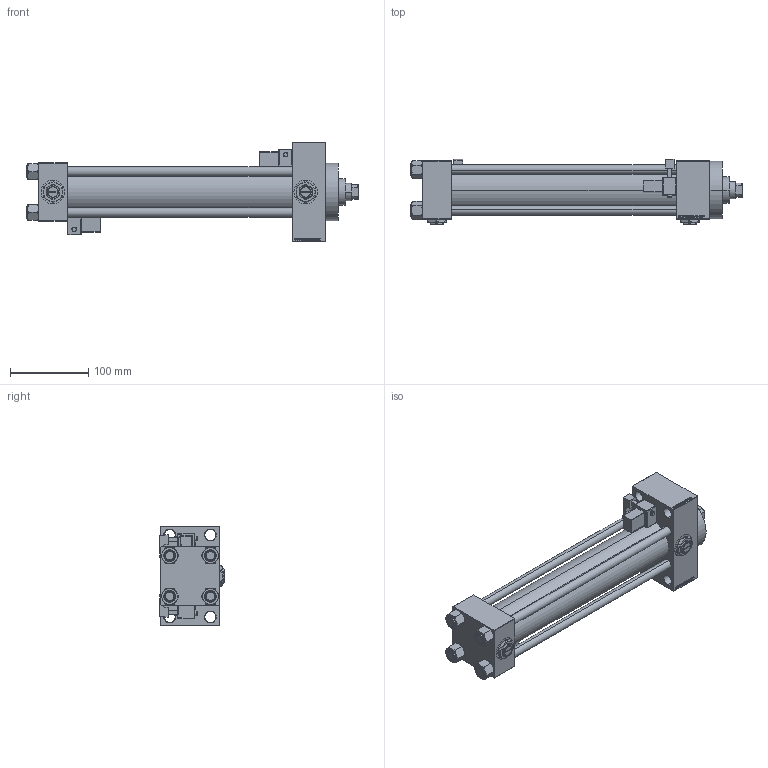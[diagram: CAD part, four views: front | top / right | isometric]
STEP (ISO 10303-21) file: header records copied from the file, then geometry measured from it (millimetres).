
FILE_DESCRIPTION (( 'STEP AP203' ), '1' );
FILE_NAME ('ea7e.STEP', '2025-09-04T07:31:11', ( '' ), ( '' ), 'SwSTEP 2.0', 'SolidWorks 2019', '' );
FILE_SCHEMA (( 'CONFIG_CONTROL_DESIGN' ));
Length unit declared in the file: millimetre
Products named in the file (8): V215CR_MSU 66df482a25139c49b405ee47309849a6; V215CR_D_TYCINKA 66df482a25139c49b405ee47309849a6; ea7e; Zatka_pro_OIL_PORT 66df482a25139c49b405ee47309849a6; V215_VC_A 66df482a25139c49b405ee47309849a6; NUT_M5_D 66df482a25139c49b405ee47309849a6; V215CR_VCP_D 66df482a25139c49b405ee47309849a6; V215CR_D_Body 66df482a25139c49b405ee47309849a6
Assembly tree (15 placements, depth 2):
  ea7e
    V215CR_D_Body 66df482a25139c49b405ee47309849a6
    V215CR_VCP_D 66df482a25139c49b405ee47309849a6
    NUT_M5_D 66df482a25139c49b405ee47309849a6  x4
    V215CR_D_TYCINKA 66df482a25139c49b405ee47309849a6  x4
    V215_VC_A 66df482a25139c49b405ee47309849a6
    V215CR_MSU 66df482a25139c49b405ee47309849a6  x2
    Zatka_pro_OIL_PORT 66df482a25139c49b405ee47309849a6  x2
Bounding box: 425 x 84.03 x 128 mm (x, y, z)
Volume: 1149691.7 mm3; surface area: 308623.5 mm2
Topology: 15 solids, 15 shells, 1359 faces, 3342 edges, 2113 vertices
Faces by surface type: plane 603, bspline 368, cone 184, cylinder 160, sphere 24, torus 20
Entity records: 51487 total; most frequent: CARTESIAN_POINT 26055, ORIENTED_EDGE 5602, DIRECTION 3845, EDGE_CURVE 2801, VERTEX_POINT 1815, VECTOR 1651, LINE 1651, EDGE_LOOP 1262
